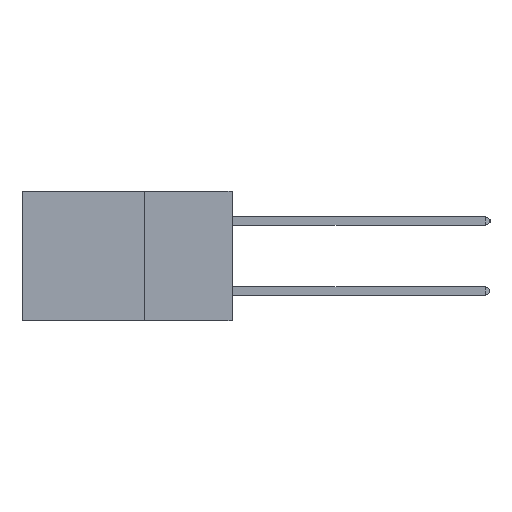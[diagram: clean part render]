
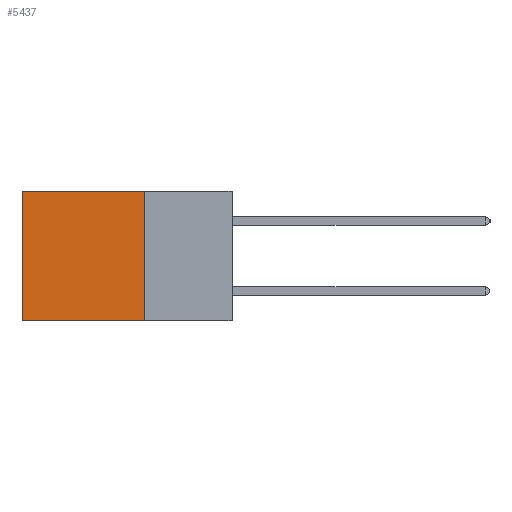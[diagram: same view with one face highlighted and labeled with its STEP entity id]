
A CAD part, left-side view. The second image highlights one B-rep face of the part: STEP entity #5437.
In plain terms, the highlighted planar face has unit normal (-1, 0, 0).
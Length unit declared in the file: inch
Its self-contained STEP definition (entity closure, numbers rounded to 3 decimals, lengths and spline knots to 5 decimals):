
#3061 = DIRECTION ( 'NONE',  ( 0., 0., -1. ) ) ;
#3244 = EDGE_CURVE ( 'NONE', #16329, #7562, #9832, .T. ) ;
#3686 = VERTEX_POINT ( 'NONE', #10714 ) ;
#4313 = DIRECTION ( 'NONE',  ( 1., 0., 0. ) ) ;
#4518 = LINE ( 'NONE', #14423, #10986 ) ;
#5437 = ADVANCED_FACE ( 'NONE', ( #9383 ), #10809, .F. ) ;
#5839 = DIRECTION ( 'NONE',  ( 0., 1., 0. ) ) ;
#6008 = CARTESIAN_POINT ( 'NONE',  ( 0.2875, 0.6, 0. ) ) ;
#6289 = AXIS2_PLACEMENT_3D ( 'NONE', #9530, #4313, #3061 ) ;
#6379 = VERTEX_POINT ( 'NONE', #6810 ) ;
#6406 = VECTOR ( 'NONE', #16408, 39.37008 ) ;
#6810 = CARTESIAN_POINT ( 'NONE',  ( 0.2875, 0.6, 0. ) ) ;
#6900 = VECTOR ( 'NONE', #5839, 39.37008 ) ;
#6980 = ORIENTED_EDGE ( 'NONE', *, *, #7596, .T. ) ;
#7353 = DIRECTION ( 'NONE',  ( 0., 0., -1. ) ) ;
#7562 = VERTEX_POINT ( 'NONE', #12233 ) ;
#7596 = EDGE_CURVE ( 'NONE', #3686, #6379, #10303, .T. ) ;
#9056 = EDGE_LOOP ( 'NONE', ( #12142, #15389, #12544, #6980 ) ) ;
#9383 = FACE_OUTER_BOUND ( 'NONE', #9056, .T. ) ;
#9530 = CARTESIAN_POINT ( 'NONE',  ( 0.2875, 0.25, 0. ) ) ;
#9832 = LINE ( 'NONE', #16171, #6406 ) ;
#10303 = LINE ( 'NONE', #13519, #6900 ) ;
#10714 = CARTESIAN_POINT ( 'NONE',  ( 0.2875, 0.25, 0. ) ) ;
#10746 = VECTOR ( 'NONE', #7353, 39.37008 ) ;
#10809 = PLANE ( 'NONE',  #6289 ) ;
#10986 = VECTOR ( 'NONE', #15646, 39.37008 ) ;
#12142 = ORIENTED_EDGE ( 'NONE', *, *, #14393, .T. ) ;
#12233 = CARTESIAN_POINT ( 'NONE',  ( 0.2875, 0.6, -0.37 ) ) ;
#12544 = ORIENTED_EDGE ( 'NONE', *, *, #13273, .F. ) ;
#13273 = EDGE_CURVE ( 'NONE', #3686, #16329, #4518, .T. ) ;
#13519 = CARTESIAN_POINT ( 'NONE',  ( 0.2875, 0.25, 0. ) ) ;
#14065 = LINE ( 'NONE', #6008, #10746 ) ;
#14393 = EDGE_CURVE ( 'NONE', #6379, #7562, #14065, .T. ) ;
#14423 = CARTESIAN_POINT ( 'NONE',  ( 0.2875, 0.25, 0. ) ) ;
#14453 = CARTESIAN_POINT ( 'NONE',  ( 0.2875, 0.25, -0.37 ) ) ;
#15389 = ORIENTED_EDGE ( 'NONE', *, *, #3244, .F. ) ;
#15646 = DIRECTION ( 'NONE',  ( 0., 0., -1. ) ) ;
#16171 = CARTESIAN_POINT ( 'NONE',  ( 0.2875, 0.25, -0.37 ) ) ;
#16329 = VERTEX_POINT ( 'NONE', #14453 ) ;
#16408 = DIRECTION ( 'NONE',  ( 0., 1., 0. ) ) ;
